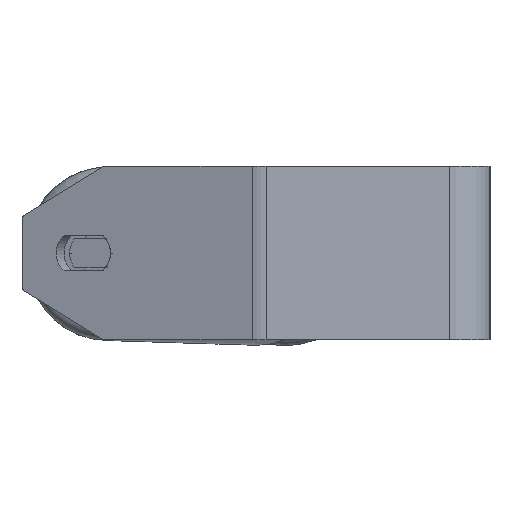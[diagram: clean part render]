
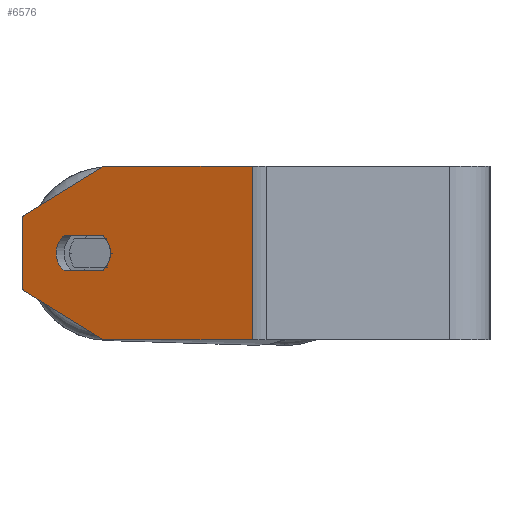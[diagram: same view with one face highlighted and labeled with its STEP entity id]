
A CAD part, left-side view. The second image highlights one B-rep face of the part: STEP entity #6576.
In plain terms, the highlighted planar face has unit normal (-0.94, 0.342, 0).
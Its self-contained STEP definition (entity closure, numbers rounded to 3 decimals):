
#189 = VERTEX_POINT ( 'NONE', #3444 ) ;
#199 = VERTEX_POINT ( 'NONE', #8119 ) ;
#486 = EDGE_CURVE ( 'NONE', #4563, #2533, #7227, .T. ) ;
#642 = CARTESIAN_POINT ( 'NONE',  ( -278.781, 138.084, 0. ) ) ;
#695 = PLANE ( 'NONE',  #3263 ) ;
#719 = DIRECTION ( 'NONE',  ( 0.342, 0.94, 0. ) ) ;
#793 = CARTESIAN_POINT ( 'NONE',  ( -270.23, 161.576, 30. ) ) ;
#1081 = CIRCLE ( 'NONE', #3696, 7.5 ) ;
#1185 = VECTOR ( 'NONE', #6691, 1000. ) ;
#1197 = LINE ( 'NONE', #2537, #3301 ) ;
#1315 = VECTOR ( 'NONE', #6597, 1000. ) ;
#1347 = VECTOR ( 'NONE', #6385, 1000. ) ;
#1433 = CARTESIAN_POINT ( 'NONE',  ( -270.23, 161.576, 30. ) ) ;
#1682 = VERTEX_POINT ( 'NONE', #6908 ) ;
#1761 = VECTOR ( 'NONE', #2829, 1000. ) ;
#1782 = AXIS2_PLACEMENT_3D ( 'NONE', #4552, #3244, #1848 ) ;
#1783 = VECTOR ( 'NONE', #4765, 1000. ) ;
#1848 = DIRECTION ( 'NONE',  ( -0.342, -0.94, 0. ) ) ;
#2077 = CARTESIAN_POINT ( 'NONE',  ( -270.23, 161.576, 12.679 ) ) ;
#2114 = ORIENTED_EDGE ( 'NONE', *, *, #4637, .T. ) ;
#2129 = CARTESIAN_POINT ( 'NONE',  ( -280.491, 133.386, -30. ) ) ;
#2176 = CARTESIAN_POINT ( 'NONE',  ( -275.532, 147.011, 6. ) ) ;
#2302 = EDGE_CURVE ( 'NONE', #4968, #199, #6791, .T. ) ;
#2384 = ORIENTED_EDGE ( 'NONE', *, *, #4422, .T. ) ;
#2391 = LINE ( 'NONE', #2485, #1347 ) ;
#2446 = EDGE_LOOP ( 'NONE', ( #8201, #8204, #4611, #7544, #4630 ) ) ;
#2485 = CARTESIAN_POINT ( 'NONE',  ( -280.491, 133.386, -30. ) ) ;
#2512 = DIRECTION ( 'NONE',  ( -0.94, 0.342, 0. ) ) ;
#2533 = VERTEX_POINT ( 'NONE', #3568 ) ;
#2537 = CARTESIAN_POINT ( 'NONE',  ( -280.32, 133.855, -6. ) ) ;
#2829 = DIRECTION ( 'NONE',  ( 0., 0., -1. ) ) ;
#2885 = AXIS2_PLACEMENT_3D ( 'NONE', #642, #2512, #7703 ) ;
#3006 = VERTEX_POINT ( 'NONE', #7374 ) ;
#3244 = DIRECTION ( 'NONE',  ( -0.94, 0.342, 0. ) ) ;
#3263 = AXIS2_PLACEMENT_3D ( 'NONE', #6596, #5883, #3308 ) ;
#3289 = CARTESIAN_POINT ( 'NONE',  ( -299.156, 82.105, 30. ) ) ;
#3301 = VECTOR ( 'NONE', #5129, 1000. ) ;
#3308 = DIRECTION ( 'NONE',  ( 0.342, 0.94, 0. ) ) ;
#3444 = CARTESIAN_POINT ( 'NONE',  ( -280.491, 133.386, 30. ) ) ;
#3504 = EDGE_CURVE ( 'NONE', #4875, #1682, #6548, .T. ) ;
#3568 = CARTESIAN_POINT ( 'NONE',  ( -299.156, 82.105, -30. ) ) ;
#3652 = EDGE_CURVE ( 'NONE', #189, #4563, #7952, .T. ) ;
#3688 = ORIENTED_EDGE ( 'NONE', *, *, #486, .F. ) ;
#3696 = AXIS2_PLACEMENT_3D ( 'NONE', #5266, #7880, #719 ) ;
#3928 = ORIENTED_EDGE ( 'NONE', *, *, #3652, .F. ) ;
#4095 = LINE ( 'NONE', #2077, #1185 ) ;
#4305 = VERTEX_POINT ( 'NONE', #5052 ) ;
#4376 = ORIENTED_EDGE ( 'NONE', *, *, #7822, .T. ) ;
#4422 = EDGE_CURVE ( 'NONE', #6036, #2533, #8379, .T. ) ;
#4552 = CARTESIAN_POINT ( 'NONE',  ( -278.781, 138.084, 0. ) ) ;
#4563 = VERTEX_POINT ( 'NONE', #5612 ) ;
#4611 = ORIENTED_EDGE ( 'NONE', *, *, #6031, .F. ) ;
#4630 = ORIENTED_EDGE ( 'NONE', *, *, #4868, .F. ) ;
#4637 = EDGE_CURVE ( 'NONE', #199, #6036, #2391, .T. ) ;
#4654 = FACE_OUTER_BOUND ( 'NONE', #5770, .T. ) ;
#4704 = EDGE_CURVE ( 'NONE', #8208, #4305, #1081, .T. ) ;
#4765 = DIRECTION ( 'NONE',  ( -0.342, -0.94, 0. ) ) ;
#4868 = EDGE_CURVE ( 'NONE', #3006, #4875, #8340, .T. ) ;
#4875 = VERTEX_POINT ( 'NONE', #7153 ) ;
#4924 = VECTOR ( 'NONE', #7645, 1000. ) ;
#4968 = VERTEX_POINT ( 'NONE', #6433 ) ;
#4995 = EDGE_CURVE ( 'NONE', #4305, #3006, #1197, .T. ) ;
#5052 = CARTESIAN_POINT ( 'NONE',  ( -275.532, 147.011, -6. ) ) ;
#5129 = DIRECTION ( 'NONE',  ( -0.342, -0.94, 0. ) ) ;
#5266 = CARTESIAN_POINT ( 'NONE',  ( -277.071, 142.782, 0. ) ) ;
#5351 = ORIENTED_EDGE ( 'NONE', *, *, #2302, .T. ) ;
#5367 = CARTESIAN_POINT ( 'NONE',  ( -280.32, 133.855, 6. ) ) ;
#5612 = CARTESIAN_POINT ( 'NONE',  ( -299.156, 82.105, 30. ) ) ;
#5770 = EDGE_LOOP ( 'NONE', ( #5351, #2114, #2384, #3688, #3928, #4376 ) ) ;
#5883 = DIRECTION ( 'NONE',  ( 0.94, -0.342, 0. ) ) ;
#6031 = EDGE_CURVE ( 'NONE', #1682, #8208, #6045, .T. ) ;
#6036 = VERTEX_POINT ( 'NONE', #2129 ) ;
#6045 = LINE ( 'NONE', #5367, #1315 ) ;
#6358 = VECTOR ( 'NONE', #7835, 1000. ) ;
#6385 = DIRECTION ( 'NONE',  ( -0.296, -0.814, -0.5 ) ) ;
#6433 = CARTESIAN_POINT ( 'NONE',  ( -270.23, 161.576, 12.679 ) ) ;
#6548 = CIRCLE ( 'NONE', #2885, 7.5 ) ;
#6576 = ADVANCED_FACE ( 'NONE', ( #7845, #4654 ), #695, .F. ) ;
#6596 = CARTESIAN_POINT ( 'NONE',  ( -270.23, 161.576, 30. ) ) ;
#6597 = DIRECTION ( 'NONE',  ( 0.342, 0.94, 0. ) ) ;
#6691 = DIRECTION ( 'NONE',  ( 0.296, 0.814, -0.5 ) ) ;
#6791 = LINE ( 'NONE', #1433, #1761 ) ;
#6908 = CARTESIAN_POINT ( 'NONE',  ( -280.32, 133.855, 6. ) ) ;
#7153 = CARTESIAN_POINT ( 'NONE',  ( -281.346, 131.036, 0. ) ) ;
#7227 = LINE ( 'NONE', #3289, #6358 ) ;
#7374 = CARTESIAN_POINT ( 'NONE',  ( -280.32, 133.855, -6. ) ) ;
#7544 = ORIENTED_EDGE ( 'NONE', *, *, #3504, .F. ) ;
#7645 = DIRECTION ( 'NONE',  ( -0.342, -0.94, 0. ) ) ;
#7703 = DIRECTION ( 'NONE',  ( -0.342, -0.94, 0. ) ) ;
#7769 = CARTESIAN_POINT ( 'NONE',  ( -270.23, 161.576, -30. ) ) ;
#7822 = EDGE_CURVE ( 'NONE', #189, #4968, #4095, .T. ) ;
#7835 = DIRECTION ( 'NONE',  ( 0., 0., -1. ) ) ;
#7845 = FACE_BOUND ( 'NONE', #2446, .T. ) ;
#7880 = DIRECTION ( 'NONE',  ( -0.94, 0.342, 0. ) ) ;
#7952 = LINE ( 'NONE', #793, #1783 ) ;
#8119 = CARTESIAN_POINT ( 'NONE',  ( -270.23, 161.576, -12.679 ) ) ;
#8201 = ORIENTED_EDGE ( 'NONE', *, *, #4995, .F. ) ;
#8204 = ORIENTED_EDGE ( 'NONE', *, *, #4704, .F. ) ;
#8208 = VERTEX_POINT ( 'NONE', #2176 ) ;
#8340 = CIRCLE ( 'NONE', #1782, 7.5 ) ;
#8379 = LINE ( 'NONE', #7769, #4924 ) ;
